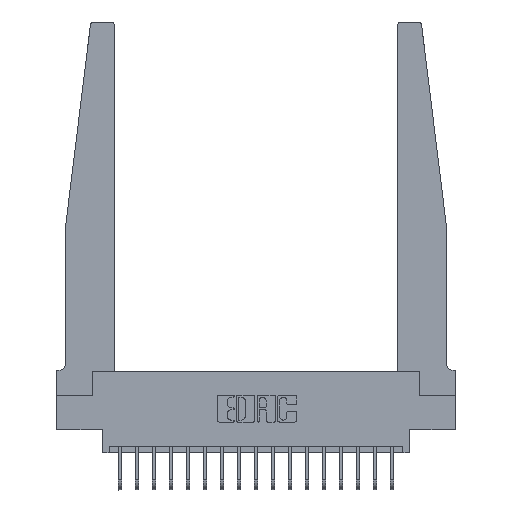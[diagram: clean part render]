
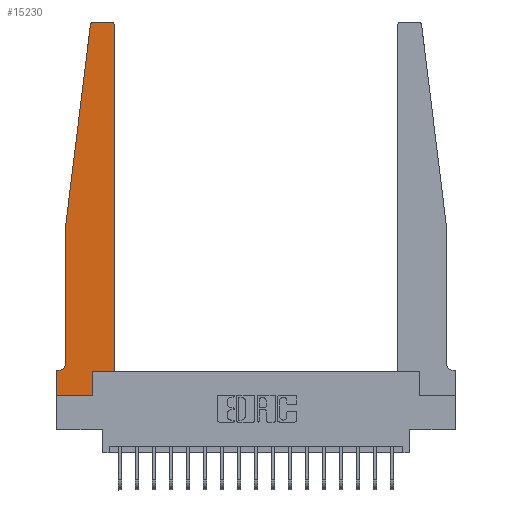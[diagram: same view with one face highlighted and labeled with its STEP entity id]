
A CAD part, top view. The second image highlights one B-rep face of the part: STEP entity #15230.
In plain terms, the highlighted planar face has unit normal (0, 0, 1).
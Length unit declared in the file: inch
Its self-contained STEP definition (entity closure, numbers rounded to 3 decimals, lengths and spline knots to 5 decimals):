
#204 = ORIENTED_EDGE ( 'NONE', *, *, #20178, .T. ) ;
#311 = VERTEX_POINT ( 'NONE', #15906 ) ;
#365 = VECTOR ( 'NONE', #9525, 39.37008 ) ;
#444 = VECTOR ( 'NONE', #7235, 39.37008 ) ;
#933 = AXIS2_PLACEMENT_3D ( 'NONE', #1309, #9643, #17586 ) ;
#995 = VECTOR ( 'NONE', #14833, 39.37008 ) ;
#1309 = CARTESIAN_POINT ( 'NONE',  ( 0., 0.1875, 0.37 ) ) ;
#1636 = LINE ( 'NONE', #15843, #365 ) ;
#1650 = EDGE_CURVE ( 'NONE', #3206, #15414, #5043, .T. ) ;
#1788 = ORIENTED_EDGE ( 'NONE', *, *, #19024, .T. ) ;
#2188 = CARTESIAN_POINT ( 'NONE',  ( 0., 0., 0.37 ) ) ;
#2268 = ORIENTED_EDGE ( 'NONE', *, *, #15311, .T. ) ;
#2521 = CARTESIAN_POINT ( 'NONE',  ( 0., 0., 0.37 ) ) ;
#2574 = CIRCLE ( 'NONE', #20019, 0.05 ) ;
#3009 = CARTESIAN_POINT ( 'NONE',  ( 0.065, 0.2375, 0.37 ) ) ;
#3082 = DIRECTION ( 'NONE',  ( -0.122, -0.992, 0. ) ) ;
#3206 = VERTEX_POINT ( 'NONE', #6633 ) ;
#3312 = DIRECTION ( 'NONE',  ( 0., 0., 1. ) ) ;
#3657 = ORIENTED_EDGE ( 'NONE', *, *, #7851, .T. ) ;
#3811 = DIRECTION ( 'NONE',  ( 0., -1., 0. ) ) ;
#4719 = LINE ( 'NONE', #20438, #444 ) ;
#5043 = CIRCLE ( 'NONE', #8749, 0.03 ) ;
#5135 = VECTOR ( 'NONE', #3082, 39.37008 ) ;
#5325 = LINE ( 'NONE', #18077, #16813 ) ;
#5797 = CARTESIAN_POINT ( 'NONE',  ( 0.425, 0.18, 0.37 ) ) ;
#6494 = CARTESIAN_POINT ( 'NONE',  ( 0.2605, 0.18, 0.37 ) ) ;
#6539 = DIRECTION ( 'NONE',  ( 1., 0., 0. ) ) ;
#6619 = CARTESIAN_POINT ( 'NONE',  ( 0.395, 2.72, 0.37 ) ) ;
#6633 = CARTESIAN_POINT ( 'NONE',  ( 0.27653, 2.75, 0.37 ) ) ;
#7053 = VERTEX_POINT ( 'NONE', #8273 ) ;
#7235 = DIRECTION ( 'NONE',  ( 0., 1., 0. ) ) ;
#7263 = AXIS2_PLACEMENT_3D ( 'NONE', #6619, #3312, #6539 ) ;
#7434 = DIRECTION ( 'NONE',  ( 0., 0., -1. ) ) ;
#7558 = DIRECTION ( 'NONE',  ( 1., 0., 0. ) ) ;
#7807 = VERTEX_POINT ( 'NONE', #12402 ) ;
#7851 = EDGE_CURVE ( 'NONE', #15414, #14409, #17633, .T. ) ;
#8273 = CARTESIAN_POINT ( 'NONE',  ( 0.425, 2.72, 0.37 ) ) ;
#8749 = AXIS2_PLACEMENT_3D ( 'NONE', #15720, #17362, #7558 ) ;
#8870 = DIRECTION ( 'NONE',  ( 1., 0., 0. ) ) ;
#9525 = DIRECTION ( 'NONE',  ( 0., -1., 0. ) ) ;
#9643 = DIRECTION ( 'NONE',  ( 0., 0., 1. ) ) ;
#9724 = ORIENTED_EDGE ( 'NONE', *, *, #14250, .T. ) ;
#9858 = ORIENTED_EDGE ( 'NONE', *, *, #20675, .T. ) ;
#10239 = VERTEX_POINT ( 'NONE', #5797 ) ;
#10432 = VERTEX_POINT ( 'NONE', #13219 ) ;
#10916 = VERTEX_POINT ( 'NONE', #3009 ) ;
#11016 = EDGE_CURVE ( 'NONE', #10432, #17914, #11932, .T. ) ;
#11144 = CARTESIAN_POINT ( 'NONE',  ( 0.2605, 0., 0.37 ) ) ;
#11277 = VECTOR ( 'NONE', #17479, 39.37008 ) ;
#11365 = CARTESIAN_POINT ( 'NONE',  ( 0.24675, 2.72367, 0.37 ) ) ;
#11816 = ORIENTED_EDGE ( 'NONE', *, *, #18897, .T. ) ;
#11932 = LINE ( 'NONE', #15967, #20939 ) ;
#12310 = CARTESIAN_POINT ( 'NONE',  ( 0.015, 0.2375, 0.37 ) ) ;
#12383 = EDGE_CURVE ( 'NONE', #10239, #7053, #4719, .T. ) ;
#12402 = CARTESIAN_POINT ( 'NONE',  ( 0., 0., 0.37 ) ) ;
#12663 = ORIENTED_EDGE ( 'NONE', *, *, #1650, .T. ) ;
#12766 = VERTEX_POINT ( 'NONE', #11144 ) ;
#12846 = DIRECTION ( 'NONE',  ( -1., 0., 0. ) ) ;
#13219 = CARTESIAN_POINT ( 'NONE',  ( 0.015, 0.1875, 0.37 ) ) ;
#13224 = FACE_OUTER_BOUND ( 'NONE', #14023, .T. ) ;
#13425 = VECTOR ( 'NONE', #8870, 39.37008 ) ;
#14023 = EDGE_LOOP ( 'NONE', ( #11816, #12663, #3657, #1788, #204, #20745, #9858, #18713, #2268, #9724, #20157, #16183 ) ) ;
#14124 = EDGE_CURVE ( 'NONE', #7053, #311, #15046, .T. ) ;
#14250 = EDGE_CURVE ( 'NONE', #18406, #10239, #5325, .T. ) ;
#14409 = VERTEX_POINT ( 'NONE', #20397 ) ;
#14833 = DIRECTION ( 'NONE',  ( 0., 1., 0. ) ) ;
#15012 = LINE ( 'NONE', #6494, #995 ) ;
#15046 = CIRCLE ( 'NONE', #7263, 0.03 ) ;
#15230 = ADVANCED_FACE ( 'NONE', ( #13224 ), #21015, .T. ) ;
#15311 = EDGE_CURVE ( 'NONE', #12766, #18406, #15012, .T. ) ;
#15414 = VERTEX_POINT ( 'NONE', #11365 ) ;
#15588 = DIRECTION ( 'NONE',  ( -1., 0., 0. ) ) ;
#15720 = CARTESIAN_POINT ( 'NONE',  ( 0.27653, 2.72, 0.37 ) ) ;
#15843 = CARTESIAN_POINT ( 'NONE',  ( 0.065, 1.25, 0.37 ) ) ;
#15906 = CARTESIAN_POINT ( 'NONE',  ( 0.395, 2.75, 0.37 ) ) ;
#15967 = CARTESIAN_POINT ( 'NONE',  ( 0.065, 0.1875, 0.37 ) ) ;
#16144 = EDGE_CURVE ( 'NONE', #7807, #12766, #17755, .T. ) ;
#16183 = ORIENTED_EDGE ( 'NONE', *, *, #14124, .T. ) ;
#16600 = LINE ( 'NONE', #2188, #20474 ) ;
#16813 = VECTOR ( 'NONE', #18230, 39.37008 ) ;
#17170 = LINE ( 'NONE', #19443, #11277 ) ;
#17258 = CARTESIAN_POINT ( 'NONE',  ( 0.065, 1.25, 0.37 ) ) ;
#17362 = DIRECTION ( 'NONE',  ( 0., 0., 1. ) ) ;
#17479 = DIRECTION ( 'NONE',  ( -1., 0., 0. ) ) ;
#17586 = DIRECTION ( 'NONE',  ( 1., 0., 0. ) ) ;
#17633 = LINE ( 'NONE', #17258, #5135 ) ;
#17755 = LINE ( 'NONE', #2521, #13425 ) ;
#17914 = VERTEX_POINT ( 'NONE', #18539 ) ;
#18077 = CARTESIAN_POINT ( 'NONE',  ( 0.425, 0.18, 0.37 ) ) ;
#18230 = DIRECTION ( 'NONE',  ( 1., 0., 0. ) ) ;
#18406 = VERTEX_POINT ( 'NONE', #19469 ) ;
#18539 = CARTESIAN_POINT ( 'NONE',  ( 0., 0.1875, 0.37 ) ) ;
#18713 = ORIENTED_EDGE ( 'NONE', *, *, #16144, .T. ) ;
#18897 = EDGE_CURVE ( 'NONE', #311, #3206, #17170, .T. ) ;
#19024 = EDGE_CURVE ( 'NONE', #14409, #10916, #1636, .T. ) ;
#19443 = CARTESIAN_POINT ( 'NONE',  ( 0.25, 2.75, 0.37 ) ) ;
#19469 = CARTESIAN_POINT ( 'NONE',  ( 0.2605, 0.18, 0.37 ) ) ;
#20019 = AXIS2_PLACEMENT_3D ( 'NONE', #12310, #7434, #15588 ) ;
#20157 = ORIENTED_EDGE ( 'NONE', *, *, #12383, .T. ) ;
#20178 = EDGE_CURVE ( 'NONE', #10916, #10432, #2574, .T. ) ;
#20397 = CARTESIAN_POINT ( 'NONE',  ( 0.065, 1.25, 0.37 ) ) ;
#20438 = CARTESIAN_POINT ( 'NONE',  ( 0.425, 0.18, 0.37 ) ) ;
#20474 = VECTOR ( 'NONE', #3811, 39.37008 ) ;
#20675 = EDGE_CURVE ( 'NONE', #17914, #7807, #16600, .T. ) ;
#20745 = ORIENTED_EDGE ( 'NONE', *, *, #11016, .T. ) ;
#20939 = VECTOR ( 'NONE', #12846, 39.37008 ) ;
#21015 = PLANE ( 'NONE',  #933 ) ;
